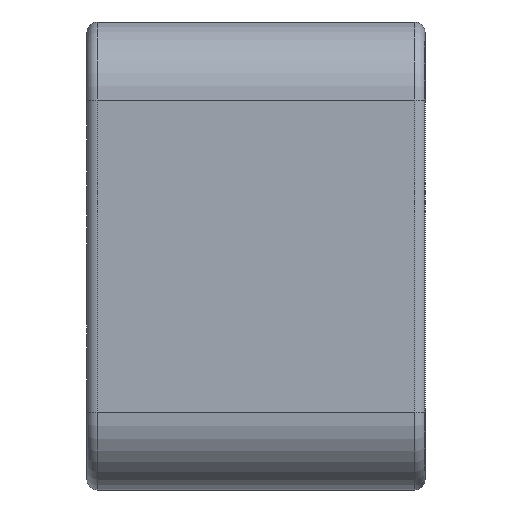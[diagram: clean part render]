
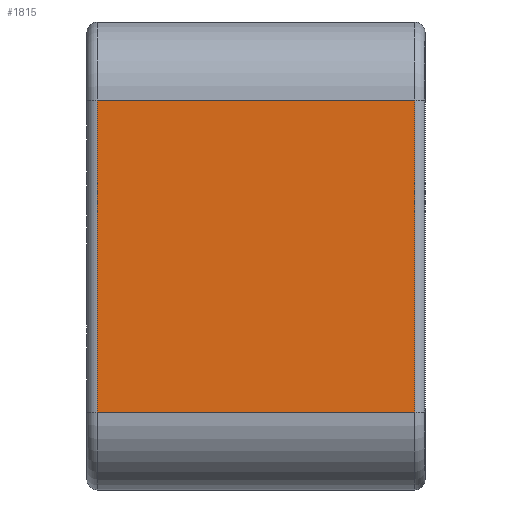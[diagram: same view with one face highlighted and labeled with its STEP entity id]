
A CAD part, left-side view. The second image highlights one B-rep face of the part: STEP entity #1815.
In plain terms, the highlighted planar face has unit normal (-1, 0, 0).
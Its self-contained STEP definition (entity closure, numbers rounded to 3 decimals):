
#51=PLANE('',#1963);
#77=LINE('',#2959,#181);
#81=LINE('',#2972,#185);
#82=LINE('',#2974,#186);
#83=LINE('',#2975,#187);
#181=VECTOR('',#2276,10.);
#185=VECTOR('',#2292,10.);
#186=VECTOR('',#2293,10.);
#187=VECTOR('',#2294,10.);
#343=FACE_OUTER_BOUND('',#459,.T.);
#459=EDGE_LOOP('',(#1245,#1246,#1247,#1248));
#778=VERTEX_POINT('',#2951);
#780=VERTEX_POINT('',#2957);
#783=VERTEX_POINT('',#2971);
#784=VERTEX_POINT('',#2973);
#952=EDGE_CURVE('',#780,#778,#77,.T.);
#959=EDGE_CURVE('',#783,#780,#81,.T.);
#960=EDGE_CURVE('',#784,#783,#82,.T.);
#961=EDGE_CURVE('',#778,#784,#83,.T.);
#1245=ORIENTED_EDGE('',*,*,#952,.F.);
#1246=ORIENTED_EDGE('',*,*,#959,.F.);
#1247=ORIENTED_EDGE('',*,*,#960,.F.);
#1248=ORIENTED_EDGE('',*,*,#961,.F.);
#1815=ADVANCED_FACE('',(#343),#51,.T.);
#1963=AXIS2_PLACEMENT_3D('',#2970,#2290,#2291);
#2276=DIRECTION('',(0.,0.,-1.));
#2290=DIRECTION('center_axis',(-1.,0.,0.));
#2291=DIRECTION('ref_axis',(0.,-1.,0.));
#2292=DIRECTION('',(0.,-1.,0.));
#2293=DIRECTION('',(0.,0.,1.));
#2294=DIRECTION('',(0.,1.,0.));
#2951=CARTESIAN_POINT('',(-30.,0.4,3.));
#2957=CARTESIAN_POINT('',(-30.,0.4,15.));
#2959=CARTESIAN_POINT('',(-30.,0.4,0.));
#2970=CARTESIAN_POINT('Origin',(-30.,13.,0.));
#2971=CARTESIAN_POINT('',(-30.,12.6,15.));
#2972=CARTESIAN_POINT('',(-30.,9.75,15.));
#2973=CARTESIAN_POINT('',(-30.,12.6,3.));
#2974=CARTESIAN_POINT('',(-30.,12.6,0.));
#2975=CARTESIAN_POINT('',(-30.,9.75,3.));
